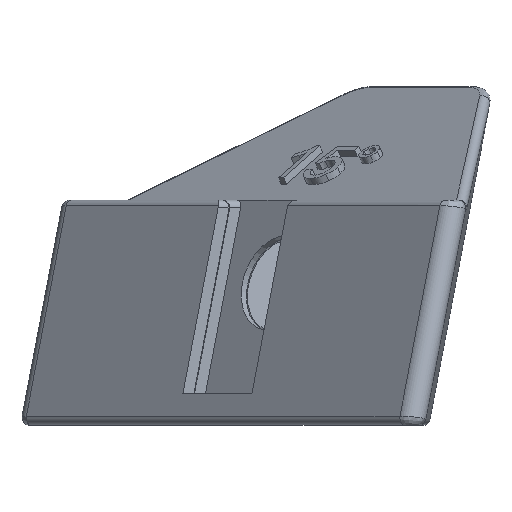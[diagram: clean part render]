
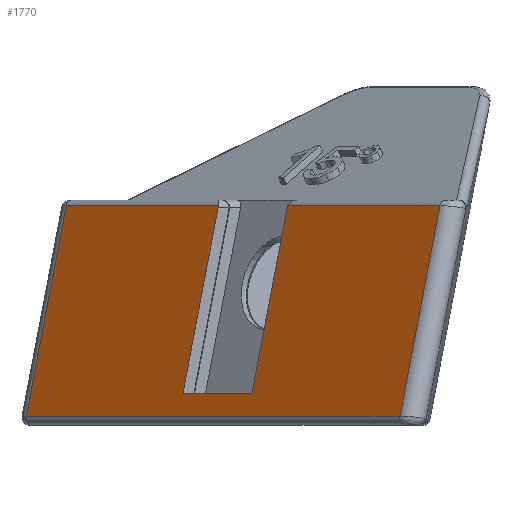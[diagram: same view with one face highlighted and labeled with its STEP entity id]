
A CAD part, front view. The second image highlights one B-rep face of the part: STEP entity #1770.
In plain terms, the highlighted planar face has unit normal (-0.683, -0.683, 0.259).
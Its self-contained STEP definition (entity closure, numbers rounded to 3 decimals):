
#82=ELLIPSE('',#1843,0.518,0.5);
#84=ELLIPSE('',#1846,0.518,0.5);
#313=FACE_OUTER_BOUND('',#420,.T.);
#420=EDGE_LOOP('',(#1628,#1629,#1630,#1631,#1632,#1633,#1634,#1635,#1636,
#1637));
#499=LINE('',#3391,#634);
#514=LINE('',#3514,#649);
#518=LINE('',#3520,#653);
#519=LINE('',#3523,#654);
#524=LINE('',#3534,#659);
#549=LINE('',#3626,#684);
#551=LINE('',#3630,#686);
#555=LINE('',#3637,#690);
#634=VECTOR('',#2047,10.);
#649=VECTOR('',#2104,10.);
#653=VECTOR('',#2112,10.);
#654=VECTOR('',#2115,10.);
#659=VECTOR('',#2126,10.);
#684=VECTOR('',#2231,10.);
#686=VECTOR('',#2235,10.);
#690=VECTOR('',#2243,10.);
#796=VERTEX_POINT('',#3191);
#797=VERTEX_POINT('',#3236);
#802=VERTEX_POINT('',#3287);
#809=VERTEX_POINT('',#3382);
#825=VERTEX_POINT('',#3522);
#828=VERTEX_POINT('',#3533);
#830=VERTEX_POINT('',#3538);
#833=VERTEX_POINT('',#3547);
#855=VERTEX_POINT('',#3625);
#856=VERTEX_POINT('',#3629);
#1029=EDGE_CURVE('',#809,#802,#499,.T.);
#1057=EDGE_CURVE('',#797,#809,#514,.T.);
#1061=EDGE_CURVE('',#802,#796,#518,.T.);
#1062=EDGE_CURVE('',#825,#797,#519,.T.);
#1068=EDGE_CURVE('',#796,#828,#524,.T.);
#1071=EDGE_CURVE('',#830,#825,#82,.T.);
#1075=EDGE_CURVE('',#828,#833,#84,.T.);
#1111=EDGE_CURVE('',#855,#833,#549,.T.);
#1113=EDGE_CURVE('',#856,#855,#551,.T.);
#1117=EDGE_CURVE('',#830,#856,#555,.T.);
#1628=ORIENTED_EDGE('',*,*,#1071,.F.);
#1629=ORIENTED_EDGE('',*,*,#1117,.T.);
#1630=ORIENTED_EDGE('',*,*,#1113,.T.);
#1631=ORIENTED_EDGE('',*,*,#1111,.T.);
#1632=ORIENTED_EDGE('',*,*,#1075,.F.);
#1633=ORIENTED_EDGE('',*,*,#1068,.F.);
#1634=ORIENTED_EDGE('',*,*,#1061,.F.);
#1635=ORIENTED_EDGE('',*,*,#1029,.F.);
#1636=ORIENTED_EDGE('',*,*,#1057,.F.);
#1637=ORIENTED_EDGE('',*,*,#1062,.F.);
#1670=PLANE('',#1884);
#1770=ADVANCED_FACE('',(#313),#1670,.T.);
#1843=AXIS2_PLACEMENT_3D('',#3540,#2132,#2133);
#1846=AXIS2_PLACEMENT_3D('',#3548,#2140,#2141);
#1884=AXIS2_PLACEMENT_3D('',#3638,#2244,#2245);
#2047=DIRECTION('',(-0.707,0.707,0.));
#2104=DIRECTION('',(-0.183,-0.183,-0.966));
#2112=DIRECTION('',(0.183,0.183,0.966));
#2115=DIRECTION('',(0.707,-0.707,0.));
#2126=DIRECTION('',(0.707,-0.707,0.));
#2132=DIRECTION('center_axis',(0.683,0.683,-0.259));
#2133=DIRECTION('ref_axis',(0.183,0.183,0.966));
#2140=DIRECTION('center_axis',(0.683,0.683,-0.259));
#2141=DIRECTION('ref_axis',(0.183,0.183,0.966));
#2231=DIRECTION('',(0.183,0.183,0.966));
#2235=DIRECTION('',(-0.707,0.707,0.));
#2243=DIRECTION('',(-0.183,-0.183,-0.966));
#2244=DIRECTION('center_axis',(-0.683,-0.683,0.259));
#2245=DIRECTION('ref_axis',(0.707,-0.707,0.));
#3191=CARTESIAN_POINT('',(-11.106,13.764,43.229));
#3236=CARTESIAN_POINT('',(13.764,-11.106,43.229));
#3287=CARTESIAN_POINT('',(-13.759,11.111,29.229));
#3382=CARTESIAN_POINT('',(11.111,-13.759,29.229));
#3391=CARTESIAN_POINT('',(-8.395,5.747,29.229));
#3514=CARTESIAN_POINT('',(16.256,-8.614,56.384));
#3520=CARTESIAN_POINT('',(-8.614,16.256,56.384));
#3522=CARTESIAN_POINT('',(3.639,-0.981,43.229));
#3523=CARTESIAN_POINT('',(1.081,1.576,43.229));
#3533=CARTESIAN_POINT('',(-0.981,3.639,43.229));
#3534=CARTESIAN_POINT('',(1.081,1.576,43.229));
#3538=CARTESIAN_POINT('',(3.602,-0.994,43.1));
#3540=CARTESIAN_POINT('Origin',(3.956,-1.347,43.1));
#3547=CARTESIAN_POINT('',(-0.994,3.602,43.1));
#3548=CARTESIAN_POINT('Origin',(-1.347,3.956,43.1));
#3625=CARTESIAN_POINT('',(-3.343,1.253,30.7));
#3626=CARTESIAN_POINT('',(1.523,6.119,56.384));
#3629=CARTESIAN_POINT('',(1.253,-3.343,30.7));
#3630=CARTESIAN_POINT('',(-8.116,6.026,30.7));
#3637=CARTESIAN_POINT('',(6.119,1.523,56.384));
#3638=CARTESIAN_POINT('Origin',(-10.321,17.963,56.384));
